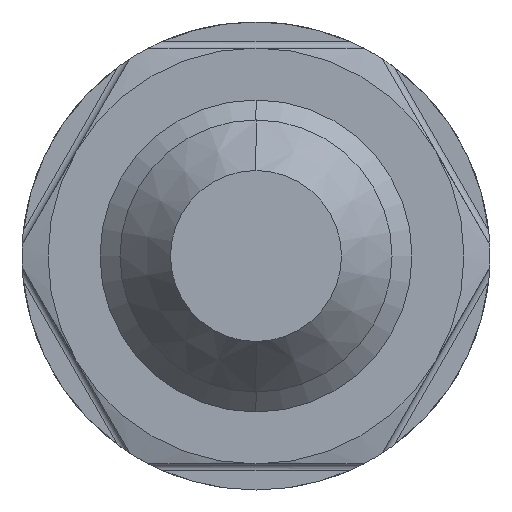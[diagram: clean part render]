
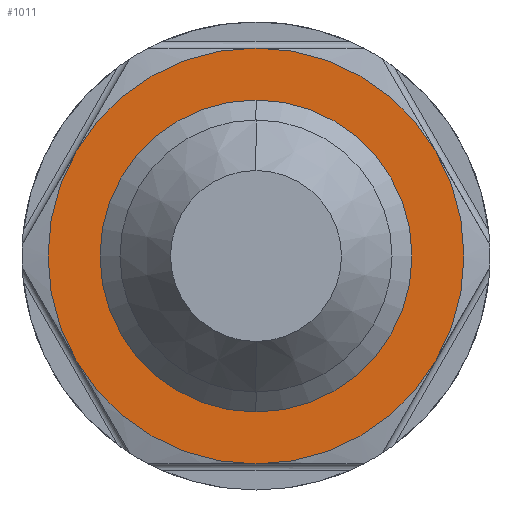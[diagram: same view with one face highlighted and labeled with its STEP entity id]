
A CAD part, left-side view. The second image highlights one B-rep face of the part: STEP entity #1011.
In plain terms, the highlighted planar face has unit normal (-1, 0, 0).
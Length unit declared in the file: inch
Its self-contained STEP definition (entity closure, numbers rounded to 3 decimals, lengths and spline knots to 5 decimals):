
#48 = DIRECTION ( 'NONE',  ( -1., 0., 0. ) ) ;
#51 = DIRECTION ( 'NONE',  ( -1., 0., 0. ) ) ;
#139 = FACE_OUTER_BOUND ( 'NONE', #4587, .T. ) ;
#149 = CARTESIAN_POINT ( 'NONE',  ( 0.657, 0., 0.5 ) ) ;
#150 = EDGE_CURVE ( 'NONE', #2722, #4120, #2137, .T. ) ;
#257 = VERTEX_POINT ( 'NONE', #5343 ) ;
#319 = VERTEX_POINT ( 'NONE', #5538 ) ;
#426 = AXIS2_PLACEMENT_3D ( 'NONE', #4287, #2984, #2161 ) ;
#438 = AXIS2_PLACEMENT_3D ( 'NONE', #2647, #51, #495 ) ;
#495 = DIRECTION ( 'NONE',  ( 0., 0., 1. ) ) ;
#652 = EDGE_CURVE ( 'NONE', #2602, #257, #2130, .T. ) ;
#658 = DIRECTION ( 'NONE',  ( 0., 0., 1. ) ) ;
#744 = CARTESIAN_POINT ( 'NONE',  ( 0.657, -0.43301, -0.25 ) ) ;
#952 = CARTESIAN_POINT ( 'NONE',  ( 0.657, 0.43301, 0.25 ) ) ;
#991 = CIRCLE ( 'NONE', #1153, 0.361 ) ;
#1011 = ADVANCED_FACE ( 'NONE', ( #4974, #139 ), #2703, .F. ) ;
#1033 = VERTEX_POINT ( 'NONE', #149 ) ;
#1153 = AXIS2_PLACEMENT_3D ( 'NONE', #1939, #4160, #658 ) ;
#1163 = DIRECTION ( 'NONE',  ( 0., 0., 1. ) ) ;
#1194 = EDGE_CURVE ( 'NONE', #3127, #4873, #4541, .T. ) ;
#1277 = ORIENTED_EDGE ( 'NONE', *, *, #150, .T. ) ;
#1528 = CARTESIAN_POINT ( 'NONE',  ( 0.657, 0., 0. ) ) ;
#1605 = DIRECTION ( 'NONE',  ( -1., 0., 0. ) ) ;
#1637 = EDGE_CURVE ( 'NONE', #257, #2722, #2473, .T. ) ;
#1808 = CARTESIAN_POINT ( 'NONE',  ( 0.657, 0.361, 0. ) ) ;
#1866 = ORIENTED_EDGE ( 'NONE', *, *, #652, .T. ) ;
#1932 = ORIENTED_EDGE ( 'NONE', *, *, #4864, .T. ) ;
#1939 = CARTESIAN_POINT ( 'NONE',  ( 0.657, 0., 0. ) ) ;
#1952 = ORIENTED_EDGE ( 'NONE', *, *, #1637, .T. ) ;
#2123 = DIRECTION ( 'NONE',  ( 0., 0., 1. ) ) ;
#2124 = CARTESIAN_POINT ( 'NONE',  ( 0.657, 0., 0. ) ) ;
#2130 = CIRCLE ( 'NONE', #2297, 0.5 ) ;
#2137 = CIRCLE ( 'NONE', #5485, 0.5 ) ;
#2161 = DIRECTION ( 'NONE',  ( 0., 0., 1. ) ) ;
#2277 = DIRECTION ( 'NONE',  ( 1., 0., 0. ) ) ;
#2278 = EDGE_CURVE ( 'NONE', #319, #1033, #3886, .T. ) ;
#2297 = AXIS2_PLACEMENT_3D ( 'NONE', #3338, #1605, #1163 ) ;
#2473 = CIRCLE ( 'NONE', #3301, 0.5 ) ;
#2575 = DIRECTION ( 'NONE',  ( 0., 0., 1. ) ) ;
#2602 = VERTEX_POINT ( 'NONE', #952 ) ;
#2647 = CARTESIAN_POINT ( 'NONE',  ( 0.657, 0., 0. ) ) ;
#2703 = PLANE ( 'NONE',  #3058 ) ;
#2722 = VERTEX_POINT ( 'NONE', #3552 ) ;
#2964 = ORIENTED_EDGE ( 'NONE', *, *, #3960, .F. ) ;
#2984 = DIRECTION ( 'NONE',  ( -1., 0., 0. ) ) ;
#3058 = AXIS2_PLACEMENT_3D ( 'NONE', #1808, #2277, #3068 ) ;
#3068 = DIRECTION ( 'NONE',  ( 0., 0., -1. ) ) ;
#3107 = CARTESIAN_POINT ( 'NONE',  ( 0.657, 0., 0. ) ) ;
#3127 = VERTEX_POINT ( 'NONE', #3370 ) ;
#3301 = AXIS2_PLACEMENT_3D ( 'NONE', #5724, #3896, #3929 ) ;
#3338 = CARTESIAN_POINT ( 'NONE',  ( 0.657, 0., 0. ) ) ;
#3370 = CARTESIAN_POINT ( 'NONE',  ( 0.657, 0., 0.361 ) ) ;
#3533 = CIRCLE ( 'NONE', #5746, 0.5 ) ;
#3534 = ORIENTED_EDGE ( 'NONE', *, *, #1194, .F. ) ;
#3552 = CARTESIAN_POINT ( 'NONE',  ( 0.657, 0., -0.5 ) ) ;
#3849 = DIRECTION ( 'NONE',  ( -1., 0., 0. ) ) ;
#3886 = CIRCLE ( 'NONE', #4666, 0.5 ) ;
#3896 = DIRECTION ( 'NONE',  ( -1., 0., 0. ) ) ;
#3929 = DIRECTION ( 'NONE',  ( 0., 0., 1. ) ) ;
#3960 = EDGE_CURVE ( 'NONE', #4873, #3127, #991, .T. ) ;
#4120 = VERTEX_POINT ( 'NONE', #744 ) ;
#4160 = DIRECTION ( 'NONE',  ( -1., 0., 0. ) ) ;
#4271 = EDGE_CURVE ( 'NONE', #4120, #319, #3533, .T. ) ;
#4287 = CARTESIAN_POINT ( 'NONE',  ( 0.657, 0., 0. ) ) ;
#4541 = CIRCLE ( 'NONE', #426, 0.361 ) ;
#4587 = EDGE_LOOP ( 'NONE', ( #1932, #1866, #1952, #1277, #5293, #4747 ) ) ;
#4666 = AXIS2_PLACEMENT_3D ( 'NONE', #1528, #4771, #2123 ) ;
#4705 = EDGE_LOOP ( 'NONE', ( #3534, #2964 ) ) ;
#4747 = ORIENTED_EDGE ( 'NONE', *, *, #2278, .T. ) ;
#4771 = DIRECTION ( 'NONE',  ( -1., 0., 0. ) ) ;
#4864 = EDGE_CURVE ( 'NONE', #1033, #2602, #5093, .T. ) ;
#4873 = VERTEX_POINT ( 'NONE', #4920 ) ;
#4920 = CARTESIAN_POINT ( 'NONE',  ( 0.657, 0., -0.361 ) ) ;
#4974 = FACE_BOUND ( 'NONE', #4705, .T. ) ;
#5093 = CIRCLE ( 'NONE', #438, 0.5 ) ;
#5293 = ORIENTED_EDGE ( 'NONE', *, *, #4271, .T. ) ;
#5343 = CARTESIAN_POINT ( 'NONE',  ( 0.657, 0.43301, -0.25 ) ) ;
#5408 = DIRECTION ( 'NONE',  ( 0., 0., 1. ) ) ;
#5485 = AXIS2_PLACEMENT_3D ( 'NONE', #3107, #48, #5408 ) ;
#5538 = CARTESIAN_POINT ( 'NONE',  ( 0.657, -0.43301, 0.25 ) ) ;
#5724 = CARTESIAN_POINT ( 'NONE',  ( 0.657, 0., 0. ) ) ;
#5746 = AXIS2_PLACEMENT_3D ( 'NONE', #2124, #3849, #2575 ) ;
